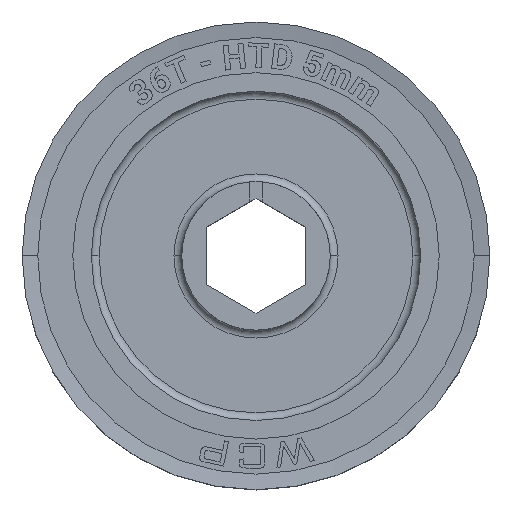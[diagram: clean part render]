
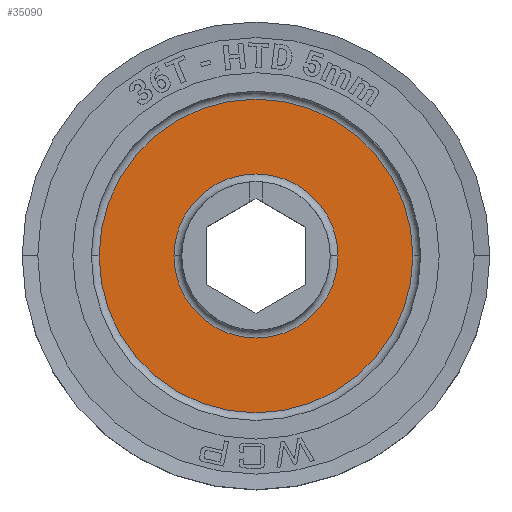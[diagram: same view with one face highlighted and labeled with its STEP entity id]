
A CAD part, top view. The second image highlights one B-rep face of the part: STEP entity #35090.
In plain terms, the highlighted planar face has unit normal (0, 0, 1).
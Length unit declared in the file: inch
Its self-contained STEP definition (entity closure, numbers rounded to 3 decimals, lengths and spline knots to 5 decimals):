
#1351 = ORIENTED_EDGE ( 'NONE', *, *, #26440, .T. ) ;
#1442 = CIRCLE ( 'NONE', #37550, 0.41437 ) ;
#3307 = ORIENTED_EDGE ( 'NONE', *, *, #30917, .T. ) ;
#3521 = FACE_BOUND ( 'NONE', #9698, .T. ) ;
#4372 = EDGE_CURVE ( 'NONE', #35128, #12864, #1442, .T. ) ;
#5069 = ORIENTED_EDGE ( 'NONE', *, *, #4372, .T. ) ;
#5559 = CIRCLE ( 'NONE', #10179, 0.41437 ) ;
#5964 = DIRECTION ( 'NONE',  ( -1., 0., 0. ) ) ;
#6361 = VERTEX_POINT ( 'NONE', #35409 ) ;
#7151 = CARTESIAN_POINT ( 'NONE',  ( 0., 0., 0.0625 ) ) ;
#9460 = DIRECTION ( 'NONE',  ( -1., 0., 0. ) ) ;
#9698 = EDGE_LOOP ( 'NONE', ( #5069, #10039 ) ) ;
#9978 = EDGE_CURVE ( 'NONE', #12864, #35128, #5559, .T. ) ;
#10039 = ORIENTED_EDGE ( 'NONE', *, *, #9978, .T. ) ;
#10179 = AXIS2_PLACEMENT_3D ( 'NONE', #11924, #34132, #5964 ) ;
#10282 = AXIS2_PLACEMENT_3D ( 'NONE', #22640, #16273, #31471 ) ;
#11924 = CARTESIAN_POINT ( 'NONE',  ( 0., 0., 0.0625 ) ) ;
#12864 = VERTEX_POINT ( 'NONE', #19032 ) ;
#13417 = AXIS2_PLACEMENT_3D ( 'NONE', #28370, #34937, #9460 ) ;
#14616 = CARTESIAN_POINT ( 'NONE',  ( -0.41437, 0., 0.0625 ) ) ;
#16273 = DIRECTION ( 'NONE',  ( 0., 0., -1. ) ) ;
#19032 = CARTESIAN_POINT ( 'NONE',  ( 0.41437, 0., 0.0625 ) ) ;
#19692 = DIRECTION ( 'NONE',  ( -1., 0., 0. ) ) ;
#22041 = PLANE ( 'NONE',  #10282 ) ;
#22640 = CARTESIAN_POINT ( 'NONE',  ( 0., 0.375, 0.0625 ) ) ;
#23645 = EDGE_LOOP ( 'NONE', ( #1351, #3307 ) ) ;
#26440 = EDGE_CURVE ( 'NONE', #31098, #6361, #29199, .T. ) ;
#28370 = CARTESIAN_POINT ( 'NONE',  ( 0., 0., 0.0625 ) ) ;
#28691 = CARTESIAN_POINT ( 'NONE',  ( -0.79208, 0., 0.0625 ) ) ;
#29155 = DIRECTION ( 'NONE',  ( 0., 0., 1. ) ) ;
#29199 = CIRCLE ( 'NONE', #13417, 0.79208 ) ;
#30917 = EDGE_CURVE ( 'NONE', #6361, #31098, #36033, .T. ) ;
#31098 = VERTEX_POINT ( 'NONE', #28691 ) ;
#31471 = DIRECTION ( 'NONE',  ( -1., 0., 0. ) ) ;
#32924 = DIRECTION ( 'NONE',  ( 0., 0., -1. ) ) ;
#34132 = DIRECTION ( 'NONE',  ( 0., 0., -1. ) ) ;
#34937 = DIRECTION ( 'NONE',  ( 0., 0., 1. ) ) ;
#35090 = ADVANCED_FACE ( 'NONE', ( #3521, #38238 ), #22041, .F. ) ;
#35128 = VERTEX_POINT ( 'NONE', #14616 ) ;
#35409 = CARTESIAN_POINT ( 'NONE',  ( 0.79208, 0., 0.0625 ) ) ;
#36033 = CIRCLE ( 'NONE', #40596, 0.79208 ) ;
#37550 = AXIS2_PLACEMENT_3D ( 'NONE', #38865, #32924, #38447 ) ;
#38238 = FACE_OUTER_BOUND ( 'NONE', #23645, .T. ) ;
#38447 = DIRECTION ( 'NONE',  ( -1., 0., 0. ) ) ;
#38865 = CARTESIAN_POINT ( 'NONE',  ( 0., 0., 0.0625 ) ) ;
#40596 = AXIS2_PLACEMENT_3D ( 'NONE', #7151, #29155, #19692 ) ;
